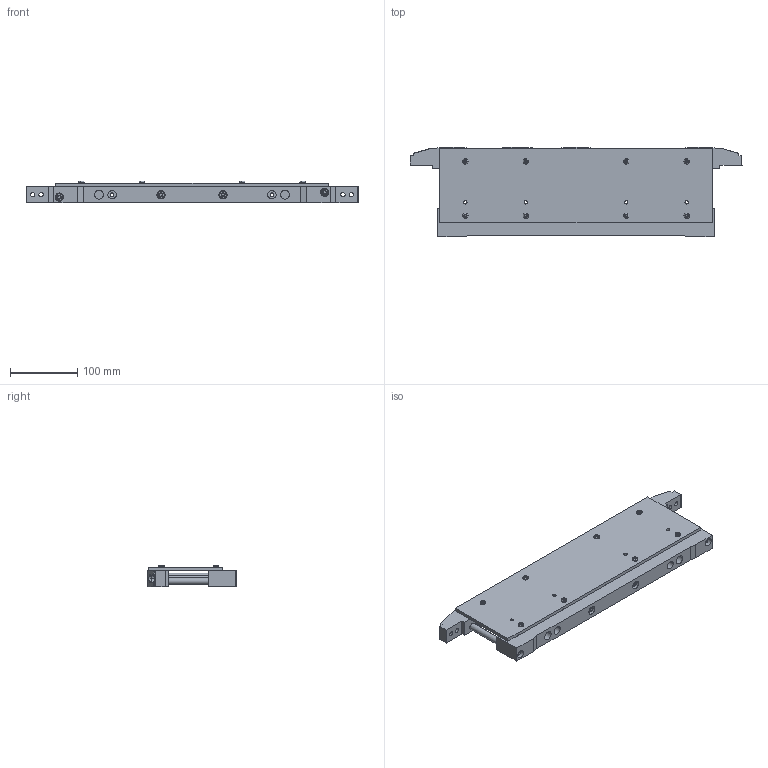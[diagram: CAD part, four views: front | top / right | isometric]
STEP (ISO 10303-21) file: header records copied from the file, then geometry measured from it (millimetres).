
FILE_DESCRIPTION(('CATIA V5 STEP'),'2;1');
FILE_NAME('A8017336_L_Sammelschienentraeger_SST_185_A2_10010.stp','2014-08-13T11:37:27+00:00',('none'),('Jean Müller GmbH'),'CATIA Version 5 Release 19 SP 9 (IN-10)','CATIA V5 STEP AP214','none');
FILE_SCHEMA(('AUTOMOTIVE_DESIGN { 1 0 10303 214 1 1 1 1 }'));
Length unit declared in the file: millimetre
Products named in the file (9): A8017336_L_Sammelschienentraeger SST-185/A2/10010; 43367_Abstuetzplatte 2; 68259_EJOT DELTA PT-Schraube; A8017276_L_Sammelschienentraeger SST-185/10010; 66108_Sechskantmutter M6; 32608_L01_Sammelschienentraeger; 32609_L01_Sammelschienentraeger; 68353_Zylinderschr mit Innensechskt M6x120_DIN 912; 34266_04_Distanzhuelse
Assembly tree (24 placements, depth 3):
  A8017336_L_Sammelschienentraeger SST-185/A2/10010
    43367_Abstuetzplatte 2
    68259_EJOT DELTA PT-Schraube  x8
    A8017276_L_Sammelschienentraeger SST-185/10010
      66108_Sechskantmutter M6  x4
      32608_L01_Sammelschienentraeger
      32609_L01_Sammelschienentraeger
      68353_Zylinderschr mit Innensechskt M6x120_DIN 912  x4
      34266_04_Distanzhuelse  x4
Bounding box: 495 x 134.1 x 32.15 mm (x, y, z)
Volume: 913195.5 mm3; surface area: 259705.1 mm2
Topology: 23 solids, 23 shells, 1041 faces, 2543 edges, 1506 vertices
Faces by surface type: cylinder 440, cone 296, plane 249, torus 56
Entity records: 12457 total; most frequent: CARTESIAN_POINT 3061, ORIENTED_EDGE 2058, DIRECTION 1489, EDGE_CURVE 1029, VERTEX_POINT 667, AXIS2_PLACEMENT_3D 649, VECTOR 559, LINE 559
